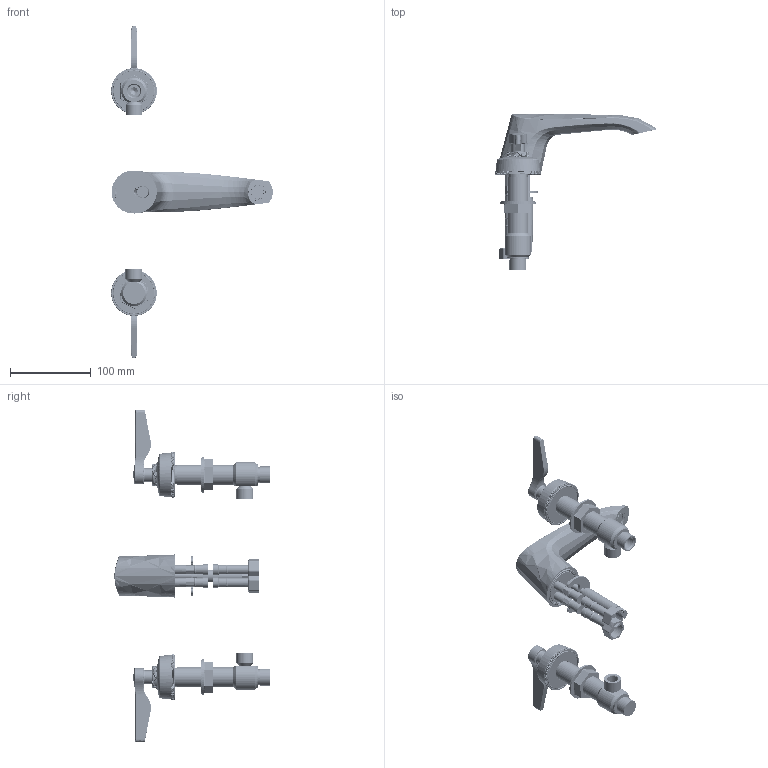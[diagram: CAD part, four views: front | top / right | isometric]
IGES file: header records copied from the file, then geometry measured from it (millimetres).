
Global section: file name: T10K14-LA; native system: Autodesk Inventor 2020; preprocessor: unknown; author: pbiran; date: 20200520.145312; units: millimetre
Bounding box: 199.89 x 192.37 x 410.5 mm (x, y, z)
Volume: 468563.1 mm3; surface area: 190981.2 mm2
Topology: 42 solids, 43 shells, 20515 faces, 49804 edges, 29474 vertices
Faces by surface type: bspline 20498, offset 17
